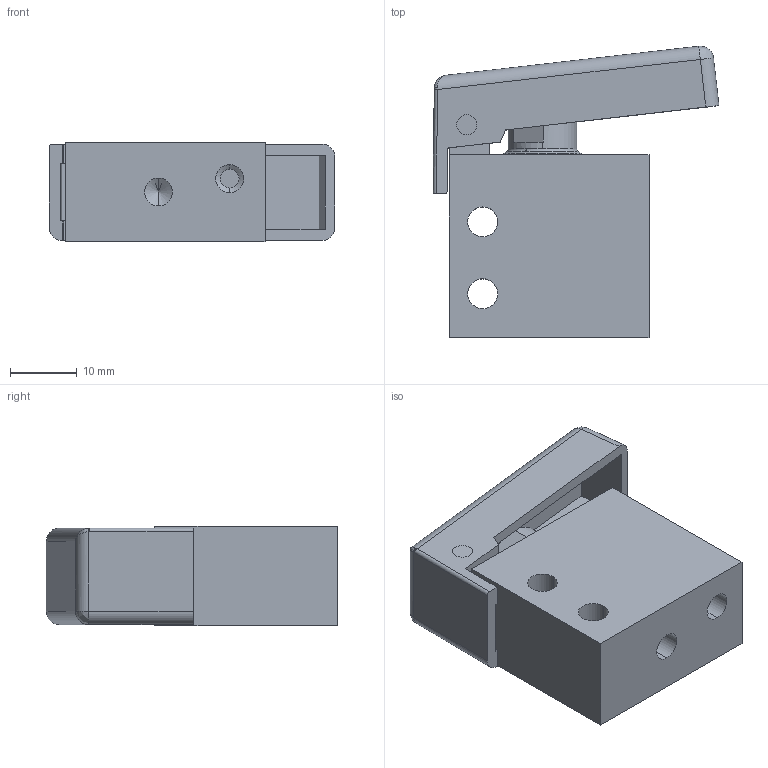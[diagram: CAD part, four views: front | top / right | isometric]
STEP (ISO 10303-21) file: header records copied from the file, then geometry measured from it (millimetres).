
FILE_DESCRIPTION (( 'STEP AP214' ), '1' );
FILE_NAME ('08_255_4.STEP', '2016-08-02T15:41:19', ( '' ), ( '' ), 'SwSTEP 2.0', 'SolidWorks 2016', '' );
FILE_SCHEMA (( 'AUTOMOTIVE_DESIGN' ));
Length unit declared in the file: millimetre
Products named in the file (1): 08_255_4
Bounding box: 42.98 x 43.81 x 15 mm (x, y, z)
Volume: 15099.6 mm3; surface area: 8057.4 mm2
Topology: 4 solids, 5 shells, 106 faces, 264 edges, 165 vertices
Faces by surface type: plane 45, cylinder 37, cone 13, bspline 11
Entity records: 3886 total; most frequent: CARTESIAN_POINT 1062, DIRECTION 526, ORIENTED_EDGE 510, EDGE_CURVE 255, AXIS2_PLACEMENT_3D 192, VERTEX_POINT 165, VECTOR 142, LINE 142
